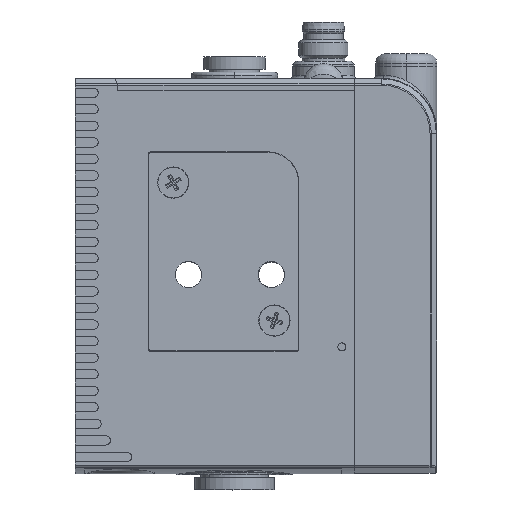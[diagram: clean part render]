
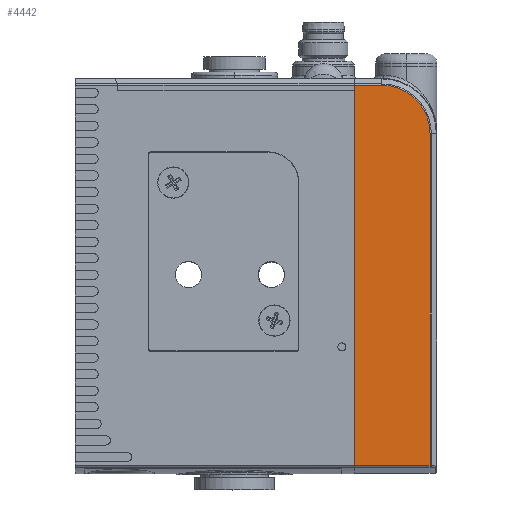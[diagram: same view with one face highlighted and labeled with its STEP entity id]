
A CAD part, top view. The second image highlights one B-rep face of the part: STEP entity #4442.
In plain terms, the highlighted planar face has unit normal (0, 0, 1).
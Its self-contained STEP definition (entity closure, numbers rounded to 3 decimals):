
#4442=ADVANCED_FACE('',(#9373),#9374,.F.);
#9373=FACE_OUTER_BOUND('',#20704,.T.);
#9374=PLANE('',#20705);
#20704=EDGE_LOOP('',(#37601,#37602,#37603,#37604,#37605));
#20705=AXIS2_PLACEMENT_3D('',#37606,#37607,#37608);
#37601=ORIENTED_EDGE('',*,*,#47305,.T.);
#37602=ORIENTED_EDGE('',*,*,#47306,.T.);
#37603=ORIENTED_EDGE('',*,*,#47307,.F.);
#37604=ORIENTED_EDGE('',*,*,#47308,.T.);
#37605=ORIENTED_EDGE('',*,*,#47309,.T.);
#37606=CARTESIAN_POINT('',(50.0,55.0,12.5));
#37607=DIRECTION('',(0.0,0.0,-1.0));
#37608=DIRECTION('',(-1.0,0.0,0.0));
#47305=EDGE_CURVE('',#55715,#55716,#55717,.T.);
#47306=EDGE_CURVE('',#55716,#55718,#55719,.T.);
#47307=EDGE_CURVE('',#55720,#55718,#55721,.T.);
#47308=EDGE_CURVE('',#55720,#55722,#55723,.T.);
#47309=EDGE_CURVE('',#55722,#55715,#55724,.T.);
#55715=VERTEX_POINT('',#68759);
#55716=VERTEX_POINT('',#68760);
#55717=CIRCLE('',#68761,7.876);
#55718=VERTEX_POINT('',#68762);
#55719=LINE('',#68763,#68764);
#55720=VERTEX_POINT('',#68765);
#55721=LINE('',#68766,#68767);
#55722=VERTEX_POINT('',#68768);
#55723=LINE('',#68769,#68770);
#55724=LINE('',#68771,#68772);
#68759=CARTESIAN_POINT('',(57.876,55.0,12.5));
#68760=CARTESIAN_POINT('',(50.0,62.876,12.5));
#68761=AXIS2_PLACEMENT_3D('',#79627,#79628,#79629);
#68762=CARTESIAN_POINT('',(45.5,62.876,12.5));
#68763=CARTESIAN_POINT('',(45.5,62.876,12.5));
#68764=VECTOR('',#79630,1000.0);
#68765=CARTESIAN_POINT('',(45.5,0.876,12.5));
#68766=CARTESIAN_POINT('',(45.5,0.625,12.5));
#68767=VECTOR('',#79631,1000.0);
#68768=CARTESIAN_POINT('',(57.876,0.876,12.5));
#68769=CARTESIAN_POINT('',(50.0,0.876,12.5));
#68770=VECTOR('',#79632,1000.0);
#68771=CARTESIAN_POINT('',(57.876,55.0,12.5));
#68772=VECTOR('',#79633,1000.0);
#79627=CARTESIAN_POINT('',(50.0,55.0,12.5));
#79628=DIRECTION('',(0.0,0.0,1.0));
#79629=DIRECTION('',(-1.0,0.0,0.0));
#79630=DIRECTION('',(-1.0,-0.0,-0.0));
#79631=DIRECTION('',(0.0,1.0,0.));
#79632=DIRECTION('',(1.0,0.0,0.0));
#79633=DIRECTION('',(0.0,1.0,0.0));
